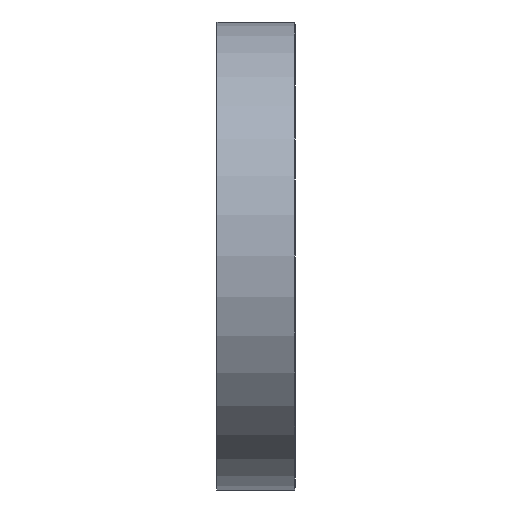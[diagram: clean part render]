
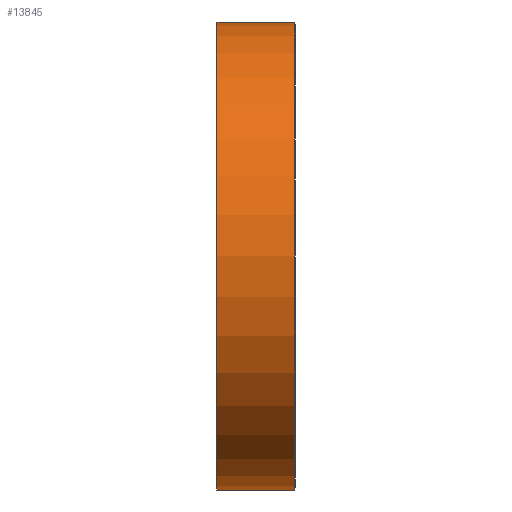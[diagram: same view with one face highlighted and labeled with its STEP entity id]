
A CAD part, left-side view. The second image highlights one B-rep face of the part: STEP entity #13845.
In plain terms, the highlighted cylindrical face has radius 38.1 mm (diameter 76.2 mm), a partial arc.
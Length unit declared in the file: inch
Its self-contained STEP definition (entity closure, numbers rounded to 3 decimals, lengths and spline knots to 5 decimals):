
#140 = AXIS2_PLACEMENT_3D ( 'NONE', #3394, #13141, #4806 ) ;
#210 = DIRECTION ( 'NONE',  ( 0., -1., 0. ) ) ;
#529 = DIRECTION ( 'NONE',  ( 0., 0., 1. ) ) ;
#557 = CYLINDRICAL_SURFACE ( 'NONE', #14339, 1.5 ) ;
#1449 = VERTEX_POINT ( 'NONE', #5790 ) ;
#1466 = ORIENTED_EDGE ( 'NONE', *, *, #13620, .T. ) ;
#1636 = EDGE_CURVE ( 'NONE', #3703, #15374, #17199, .T. ) ;
#2199 = EDGE_CURVE ( 'NONE', #15374, #7275, #12672, .T. ) ;
#2373 = EDGE_CURVE ( 'NONE', #3703, #1449, #5044, .T. ) ;
#3394 = CARTESIAN_POINT ( 'NONE',  ( -5.42506, 0.5, 0. ) ) ;
#3703 = VERTEX_POINT ( 'NONE', #7615 ) ;
#3961 = VECTOR ( 'NONE', #9084, 39.37008 ) ;
#4806 = DIRECTION ( 'NONE',  ( 0., 0., 1. ) ) ;
#5044 = LINE ( 'NONE', #7145, #7426 ) ;
#5790 = CARTESIAN_POINT ( 'NONE',  ( -5.42506, 0., -1.5 ) ) ;
#6182 = CARTESIAN_POINT ( 'NONE',  ( -5.42506, 0.5, 1.5 ) ) ;
#6549 = CARTESIAN_POINT ( 'NONE',  ( -5.42506, 0.5, 0. ) ) ;
#7145 = CARTESIAN_POINT ( 'NONE',  ( -5.42506, 0.5, -1.5 ) ) ;
#7275 = VERTEX_POINT ( 'NONE', #13057 ) ;
#7426 = VECTOR ( 'NONE', #210, 39.37008 ) ;
#7615 = CARTESIAN_POINT ( 'NONE',  ( -5.42506, 0.5, -1.5 ) ) ;
#7940 = DIRECTION ( 'NONE',  ( 0., 0., -1. ) ) ;
#8832 = DIRECTION ( 'NONE',  ( 0., 1., 0. ) ) ;
#9051 = EDGE_LOOP ( 'NONE', ( #1466, #15279, #12665, #11991 ) ) ;
#9084 = DIRECTION ( 'NONE',  ( 0., -1., 0. ) ) ;
#11639 = FACE_OUTER_BOUND ( 'NONE', #9051, .T. ) ;
#11991 = ORIENTED_EDGE ( 'NONE', *, *, #2373, .T. ) ;
#12316 = CIRCLE ( 'NONE', #15610, 1.5 ) ;
#12665 = ORIENTED_EDGE ( 'NONE', *, *, #1636, .F. ) ;
#12672 = LINE ( 'NONE', #17381, #3961 ) ;
#13057 = CARTESIAN_POINT ( 'NONE',  ( -5.42506, 0., 1.5 ) ) ;
#13141 = DIRECTION ( 'NONE',  ( 0., 1., 0. ) ) ;
#13463 = DIRECTION ( 'NONE',  ( 0., -1., 0. ) ) ;
#13620 = EDGE_CURVE ( 'NONE', #1449, #7275, #12316, .T. ) ;
#13845 = ADVANCED_FACE ( 'NONE', ( #11639 ), #557, .T. ) ;
#14339 = AXIS2_PLACEMENT_3D ( 'NONE', #6549, #13463, #7940 ) ;
#15279 = ORIENTED_EDGE ( 'NONE', *, *, #2199, .F. ) ;
#15374 = VERTEX_POINT ( 'NONE', #6182 ) ;
#15610 = AXIS2_PLACEMENT_3D ( 'NONE', #17127, #8832, #529 ) ;
#17127 = CARTESIAN_POINT ( 'NONE',  ( -5.42506, 0., 0. ) ) ;
#17199 = CIRCLE ( 'NONE', #140, 1.5 ) ;
#17381 = CARTESIAN_POINT ( 'NONE',  ( -5.42506, 0.5, 1.5 ) ) ;
